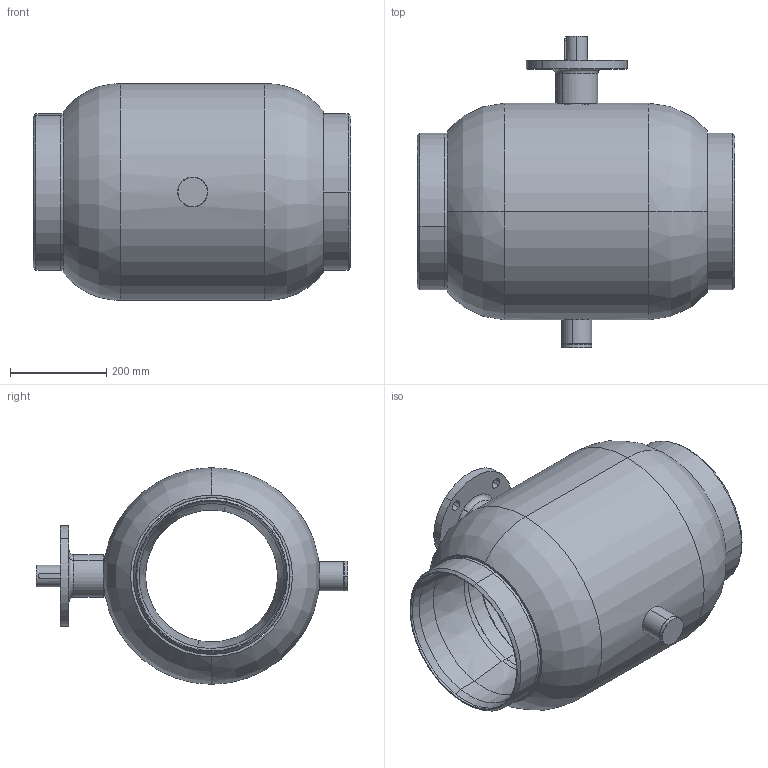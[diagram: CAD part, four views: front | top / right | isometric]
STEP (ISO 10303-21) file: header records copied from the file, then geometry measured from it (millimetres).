
FILE_DESCRIPTION (( 'STEP AP214' ), '1' );
FILE_NAME ('DN300Çò·§PN25.STEP', '2023-10-09T01:38:05', ( '' ), ( '' ), 'SwSTEP 2.0', 'SolidWorks 2019', '' );
FILE_SCHEMA (( 'AUTOMOTIVE_DESIGN' ));
Length unit declared in the file: millimetre
Products named in the file (8): Q61F-300-19苤粣杶; 陔蜊Q61F-300-3概裝 -; DN300球阀PN25; Q61F-300-22狟揤裔; 200-300瑩; 300粣杶珨; Q61F-300-1概极樓馱; Q61F-300-4傻諉
Assembly tree (8 placements, depth 2):
  DN300球阀PN25
    Q61F-300-1概极樓馱
    Q61F-300-22狟揤裔
    300粣杶珨
    Q61F-300-4傻諉  x2
    陔蜊Q61F-300-3概裝 -
    Q61F-300-19苤粣杶
    200-300瑩
Bounding box: 660 x 647.16 x 450 mm (x, y, z)
Volume: 13122937.5 mm3; surface area: 2463131.5 mm2
Topology: 8 solids, 8 shells, 215 faces, 453 edges, 280 vertices
Faces by surface type: cylinder 109, plane 56, cone 30, torus 20
Entity records: 6341 total; most frequent: CARTESIAN_POINT 1429, DIRECTION 999, ORIENTED_EDGE 790, AXIS2_PLACEMENT_3D 422, EDGE_CURVE 395, VERTEX_POINT 248, EDGE_LOOP 231, CIRCLE 225
